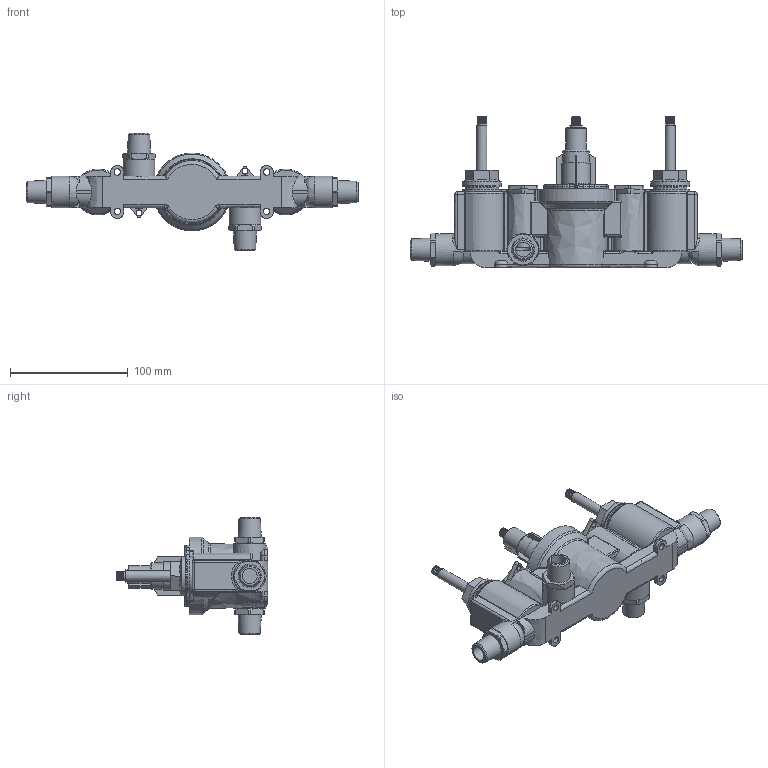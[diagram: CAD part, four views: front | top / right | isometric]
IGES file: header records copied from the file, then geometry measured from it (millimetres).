
Global section: file name: V135-AIS.; native system: Autodesk Inventor 2018; preprocessor: unknown; author: adaniels; date: 20171201.094609; units: millimetre
Bounding box: 282 x 129 x 100 mm (x, y, z)
Volume: 415416.3 mm3; surface area: 207576.1 mm2
Topology: 33 solids, 38 shells, 1773 faces, 4621 edges, 2994 vertices
Faces by surface type: bspline 1773
